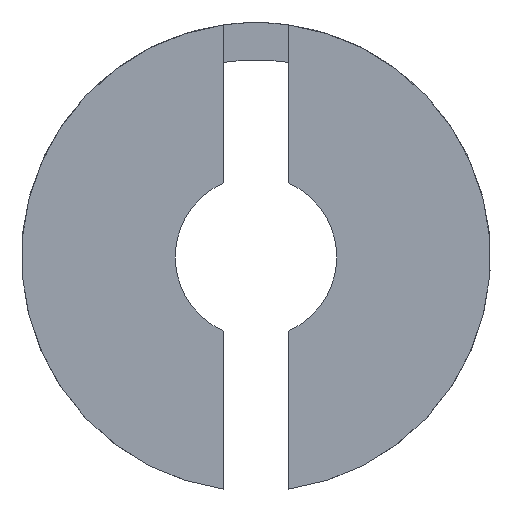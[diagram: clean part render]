
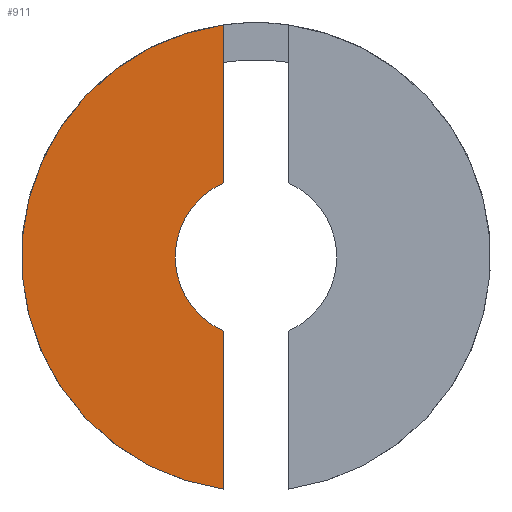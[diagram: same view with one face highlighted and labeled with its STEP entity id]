
A CAD part, front view. The second image highlights one B-rep face of the part: STEP entity #911.
In plain terms, the highlighted planar face has unit normal (0, -1, 0).
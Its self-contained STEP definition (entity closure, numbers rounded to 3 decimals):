
#92=CIRCLE('',#1007,7.25);
#93=CIRCLE('',#1008,2.5);
#141=FACE_OUTER_BOUND('',#197,.T.);
#197=EDGE_LOOP('',(#729,#730,#731,#732));
#268=LINE('',#1594,#332);
#271=LINE('',#1609,#335);
#332=VECTOR('',#1197,10.);
#335=VECTOR('',#1210,10.);
#408=VERTEX_POINT('',#1590);
#410=VERTEX_POINT('',#1593);
#413=VERTEX_POINT('',#1606);
#414=VERTEX_POINT('',#1608);
#520=EDGE_CURVE('',#410,#408,#268,.T.);
#526=EDGE_CURVE('',#413,#408,#92,.T.);
#527=EDGE_CURVE('',#413,#414,#271,.T.);
#528=EDGE_CURVE('',#414,#410,#93,.T.);
#729=ORIENTED_EDGE('',*,*,#520,.T.);
#730=ORIENTED_EDGE('',*,*,#526,.F.);
#731=ORIENTED_EDGE('',*,*,#527,.T.);
#732=ORIENTED_EDGE('',*,*,#528,.T.);
#868=PLANE('',#1006);
#911=ADVANCED_FACE('',(#141),#868,.F.);
#1006=AXIS2_PLACEMENT_3D('',#1605,#1206,#1207);
#1007=AXIS2_PLACEMENT_3D('',#1607,#1208,#1209);
#1008=AXIS2_PLACEMENT_3D('',#1610,#1211,#1212);
#1197=DIRECTION('',(0.,0.,1.));
#1206=DIRECTION('center_axis',(0.,1.,0.));
#1207=DIRECTION('ref_axis',(1.,0.,0.));
#1208=DIRECTION('center_axis',(0.,1.,0.));
#1209=DIRECTION('ref_axis',(1.,0.,0.));
#1210=DIRECTION('',(0.,0.,1.));
#1211=DIRECTION('center_axis',(0.,1.,0.));
#1212=DIRECTION('ref_axis',(-1.,0.,0.));
#1590=CARTESIAN_POINT('',(-143.754,7.122,-114.779));
#1593=CARTESIAN_POINT('',(-143.754,7.122,-119.669));
#1594=CARTESIAN_POINT('',(-143.754,7.122,-120.814));
#1605=CARTESIAN_POINT('Origin',(-142.754,7.122,-121.96));
#1606=CARTESIAN_POINT('',(-143.754,7.122,-129.141));
#1607=CARTESIAN_POINT('Origin',(-142.754,7.122,-121.96));
#1608=CARTESIAN_POINT('',(-143.754,7.122,-124.251));
#1609=CARTESIAN_POINT('',(-143.754,7.122,-125.802));
#1610=CARTESIAN_POINT('Origin',(-142.754,7.122,-121.96));
